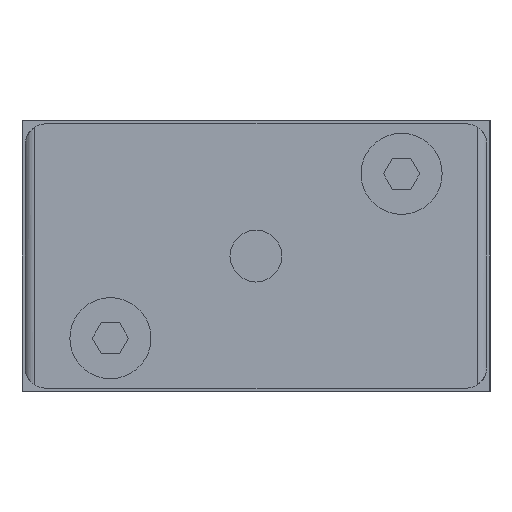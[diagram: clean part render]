
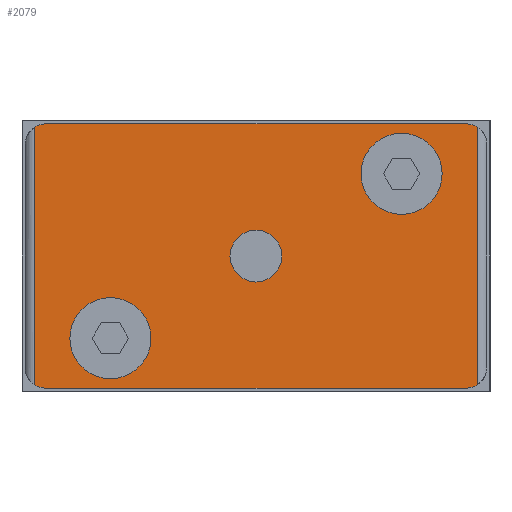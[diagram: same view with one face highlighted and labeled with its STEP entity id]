
A CAD part, left-side view. The second image highlights one B-rep face of the part: STEP entity #2079.
In plain terms, the highlighted planar face has unit normal (-1, 0, 0).
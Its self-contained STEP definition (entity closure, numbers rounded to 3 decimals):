
#188=LINE('',#3460,#360);
#190=LINE('',#3464,#362);
#195=LINE('',#3490,#367);
#196=LINE('',#3498,#368);
#360=VECTOR('',#2676,1000.);
#362=VECTOR('',#2680,1000.);
#367=VECTOR('',#2697,1000.);
#368=VECTOR('',#2706,1000.);
#687=ORIENTED_EDGE('',*,*,#1168,.T.);
#688=ORIENTED_EDGE('',*,*,#1169,.T.);
#689=ORIENTED_EDGE('',*,*,#1170,.T.);
#690=ORIENTED_EDGE('',*,*,#1155,.F.);
#691=ORIENTED_EDGE('',*,*,#1156,.F.);
#692=ORIENTED_EDGE('',*,*,#1160,.F.);
#693=ORIENTED_EDGE('',*,*,#1167,.F.);
#694=ORIENTED_EDGE('',*,*,#1165,.F.);
#695=ORIENTED_EDGE('',*,*,#1158,.F.);
#696=ORIENTED_EDGE('',*,*,#1151,.F.);
#697=ORIENTED_EDGE('',*,*,#1171,.T.);
#1151=EDGE_CURVE('',#1402,#1403,#1527,.T.);
#1155=EDGE_CURVE('',#1405,#1404,#1528,.T.);
#1156=EDGE_CURVE('',#1406,#1405,#188,.T.);
#1158=EDGE_CURVE('',#1403,#1407,#190,.T.);
#1160=EDGE_CURVE('',#1408,#1406,#1529,.T.);
#1165=EDGE_CURVE('',#1407,#1411,#1530,.T.);
#1167=EDGE_CURVE('',#1411,#1408,#195,.T.);
#1168=EDGE_CURVE('',#1412,#1412,#1531,.T.);
#1169=EDGE_CURVE('',#1413,#1413,#1532,.T.);
#1170=EDGE_CURVE('',#1414,#1414,#1533,.T.);
#1171=EDGE_CURVE('',#1402,#1404,#196,.T.);
#1402=VERTEX_POINT('',#3445);
#1403=VERTEX_POINT('',#3447);
#1404=VERTEX_POINT('',#3455);
#1405=VERTEX_POINT('',#3457);
#1406=VERTEX_POINT('',#3461);
#1407=VERTEX_POINT('',#3465);
#1408=VERTEX_POINT('',#3469);
#1411=VERTEX_POINT('',#3483);
#1412=VERTEX_POINT('',#3493);
#1413=VERTEX_POINT('',#3495);
#1414=VERTEX_POINT('',#3497);
#1527=CIRCLE('',#2267,2.);
#1528=CIRCLE('',#2269,2.);
#1529=CIRCLE('',#2273,2.);
#1530=CIRCLE('',#2276,2.);
#1531=CIRCLE('',#2279,2.5);
#1532=CIRCLE('',#2280,3.9);
#1533=CIRCLE('',#2281,3.9);
#1634=EDGE_LOOP('',(#687));
#1635=EDGE_LOOP('',(#688));
#1636=EDGE_LOOP('',(#689));
#1637=EDGE_LOOP('',(#690,#691,#692,#693,#694,#695,#696,#697));
#1830=FACE_BOUND('',#1634,.T.);
#1831=FACE_BOUND('',#1635,.T.);
#1832=FACE_BOUND('',#1636,.T.);
#1833=FACE_BOUND('',#1637,.T.);
#1982=PLANE('',#2278);
#2079=ADVANCED_FACE('',(#1830,#1831,#1832,#1833),#1982,.F.);
#2267=AXIS2_PLACEMENT_3D('',#3446,#2666,#2667);
#2269=AXIS2_PLACEMENT_3D('',#3458,#2672,#2673);
#2273=AXIS2_PLACEMENT_3D('',#3468,#2684,#2685);
#2276=AXIS2_PLACEMENT_3D('',#3482,#2693,#2694);
#2278=AXIS2_PLACEMENT_3D('',#3491,#2698,#2699);
#2279=AXIS2_PLACEMENT_3D('',#3492,#2700,#2701);
#2280=AXIS2_PLACEMENT_3D('',#3494,#2702,#2703);
#2281=AXIS2_PLACEMENT_3D('',#3496,#2704,#2705);
#2666=DIRECTION('',(1.,0.,0.));
#2667=DIRECTION('',(0.,0.,-1.));
#2672=DIRECTION('',(1.,0.,0.));
#2673=DIRECTION('',(0.,0.,-1.));
#2676=DIRECTION('',(0.,1.,0.));
#2680=DIRECTION('',(0.,-1.,0.));
#2684=DIRECTION('',(1.,0.,0.));
#2685=DIRECTION('',(0.,0.,-1.));
#2693=DIRECTION('',(1.,0.,0.));
#2694=DIRECTION('',(0.,0.,-1.));
#2697=DIRECTION('',(0.,0.,-1.));
#2698=DIRECTION('',(1.,0.,0.));
#2699=DIRECTION('',(0.,0.,-1.));
#2700=DIRECTION('',(1.,0.,0.));
#2701=DIRECTION('',(0.,0.,-1.));
#2702=DIRECTION('',(1.,0.,0.));
#2703=DIRECTION('',(0.,0.,-1.));
#2704=DIRECTION('',(1.,0.,0.));
#2705=DIRECTION('',(0.,0.,-1.));
#2706=DIRECTION('',(0.,0.,-1.));
#3445=CARTESIAN_POINT('',(-60.,43.8,12.37));
#3446=CARTESIAN_POINT('',(-60.,42.7,10.7));
#3447=CARTESIAN_POINT('',(-60.,42.7,12.7));
#3455=CARTESIAN_POINT('',(-60.,43.8,-12.37));
#3457=CARTESIAN_POINT('',(-60.,42.7,-12.7));
#3458=CARTESIAN_POINT('',(-60.,42.7,-10.7));
#3460=CARTESIAN_POINT('',(-60.,43.8,-12.7));
#3461=CARTESIAN_POINT('',(-60.,2.3,-12.7));
#3464=CARTESIAN_POINT('',(-60.,43.8,12.7));
#3465=CARTESIAN_POINT('',(-60.,2.3,12.7));
#3468=CARTESIAN_POINT('',(-60.,2.3,-10.7));
#3469=CARTESIAN_POINT('',(-60.,1.2,-12.37));
#3482=CARTESIAN_POINT('',(-60.,2.3,10.7));
#3483=CARTESIAN_POINT('',(-60.,1.2,12.37));
#3490=CARTESIAN_POINT('',(-60.,1.2,13.));
#3491=CARTESIAN_POINT('',(-60.,43.8,13.));
#3492=CARTESIAN_POINT('',(-60.,22.5,0.));
#3493=CARTESIAN_POINT('',(-60.,22.5,-2.5));
#3494=CARTESIAN_POINT('',(-60.,8.5,7.9));
#3495=CARTESIAN_POINT('',(-60.,8.5,4.));
#3496=CARTESIAN_POINT('',(-60.,36.5,-7.9));
#3497=CARTESIAN_POINT('',(-60.,36.5,-11.8));
#3498=CARTESIAN_POINT('',(-60.,43.8,13.));
